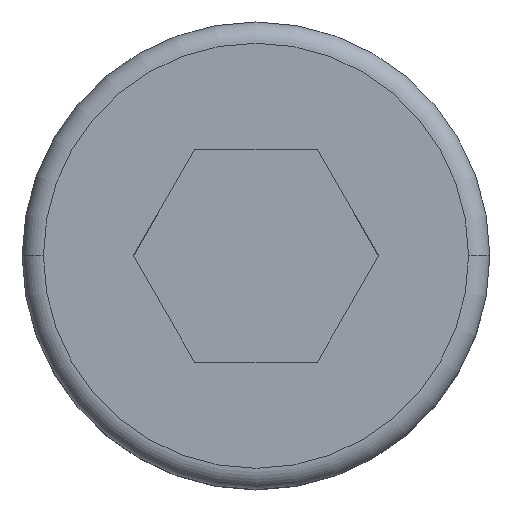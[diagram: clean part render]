
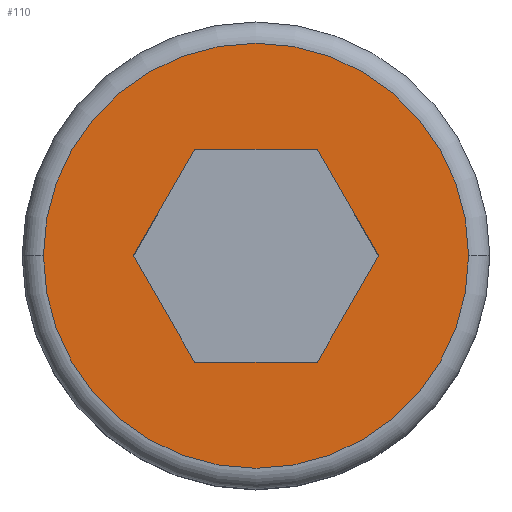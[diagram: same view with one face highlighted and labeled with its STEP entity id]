
A CAD part, top view. The second image highlights one B-rep face of the part: STEP entity #110.
In plain terms, the highlighted planar face has unit normal (0, 0, 1).
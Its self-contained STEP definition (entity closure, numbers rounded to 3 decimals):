
#5 = VERTEX_POINT ( 'NONE', #105 ) ;
#12 = LINE ( 'NONE', #481, #45 ) ;
#16 = FACE_OUTER_BOUND ( 'NONE', #284, .T. ) ;
#29 = CIRCLE ( 'NONE', #102, 2.5 ) ;
#31 = DIRECTION ( 'NONE',  ( 0.5, -0.866, 0. ) ) ;
#38 = DIRECTION ( 'NONE',  ( 1., 0., 0. ) ) ;
#45 = VECTOR ( 'NONE', #63, 1000. ) ;
#57 = ORIENTED_EDGE ( 'NONE', *, *, #267, .T. ) ;
#63 = DIRECTION ( 'NONE',  ( 0.5, 0.866, 0. ) ) ;
#83 = CARTESIAN_POINT ( 'NONE',  ( 1.443, 0., 3. ) ) ;
#90 = ORIENTED_EDGE ( 'NONE', *, *, #525, .F. ) ;
#94 = VERTEX_POINT ( 'NONE', #190 ) ;
#95 = DIRECTION ( 'NONE',  ( -0.5, -0.866, 0. ) ) ;
#99 = EDGE_CURVE ( 'NONE', #330, #5, #12, .T. ) ;
#102 = AXIS2_PLACEMENT_3D ( 'NONE', #327, #150, #191 ) ;
#105 = CARTESIAN_POINT ( 'NONE',  ( 1.443, 0., 3. ) ) ;
#110 = ADVANCED_FACE ( 'NONE', ( #397, #16 ), #200, .T. ) ;
#113 = ORIENTED_EDGE ( 'NONE', *, *, #252, .F. ) ;
#126 = LINE ( 'NONE', #311, #132 ) ;
#128 = EDGE_CURVE ( 'NONE', #5, #538, #457, .T. ) ;
#132 = VECTOR ( 'NONE', #38, 1000. ) ;
#134 = ORIENTED_EDGE ( 'NONE', *, *, #128, .F. ) ;
#140 = CARTESIAN_POINT ( 'NONE',  ( -0.722, 1.25, 3. ) ) ;
#149 = CARTESIAN_POINT ( 'NONE',  ( 0., 0., 3. ) ) ;
#150 = DIRECTION ( 'NONE',  ( 0., 0., 1. ) ) ;
#151 = VECTOR ( 'NONE', #31, 1000. ) ;
#158 = VERTEX_POINT ( 'NONE', #364 ) ;
#160 = DIRECTION ( 'NONE',  ( 0., 0., 1. ) ) ;
#162 = VERTEX_POINT ( 'NONE', #558 ) ;
#175 = DIRECTION ( 'NONE',  ( -1., 0., 0. ) ) ;
#179 = CARTESIAN_POINT ( 'NONE',  ( -1.443, 0., 3. ) ) ;
#185 = ORIENTED_EDGE ( 'NONE', *, *, #99, .F. ) ;
#190 = CARTESIAN_POINT ( 'NONE',  ( -0.722, 1.25, 3. ) ) ;
#191 = DIRECTION ( 'NONE',  ( 1., 0., 0. ) ) ;
#200 = PLANE ( 'NONE',  #517 ) ;
#205 = CARTESIAN_POINT ( 'NONE',  ( 0., 0., 3. ) ) ;
#214 = CARTESIAN_POINT ( 'NONE',  ( 0.722, -1.25, 3. ) ) ;
#233 = CARTESIAN_POINT ( 'NONE',  ( 2.5, 0., 3. ) ) ;
#252 = EDGE_CURVE ( 'NONE', #318, #162, #589, .T. ) ;
#265 = LINE ( 'NONE', #617, #420 ) ;
#267 = EDGE_CURVE ( 'NONE', #515, #158, #504, .T. ) ;
#284 = EDGE_LOOP ( 'NONE', ( #57, #524 ) ) ;
#311 = CARTESIAN_POINT ( 'NONE',  ( -0.722, -1.25, 3. ) ) ;
#318 = VERTEX_POINT ( 'NONE', #179 ) ;
#327 = CARTESIAN_POINT ( 'NONE',  ( 0., 0., 3. ) ) ;
#330 = VERTEX_POINT ( 'NONE', #214 ) ;
#333 = EDGE_CURVE ( 'NONE', #538, #94, #265, .T. ) ;
#349 = CARTESIAN_POINT ( 'NONE',  ( -1.443, 0., 3. ) ) ;
#364 = CARTESIAN_POINT ( 'NONE',  ( -2.5, 0., 3. ) ) ;
#369 = DIRECTION ( 'NONE',  ( -0.5, 0.866, 0. ) ) ;
#387 = AXIS2_PLACEMENT_3D ( 'NONE', #205, #575, #405 ) ;
#397 = FACE_BOUND ( 'NONE', #449, .T. ) ;
#405 = DIRECTION ( 'NONE',  ( 1., 0., 0. ) ) ;
#419 = VECTOR ( 'NONE', #369, 1000. ) ;
#420 = VECTOR ( 'NONE', #175, 1000. ) ;
#433 = ORIENTED_EDGE ( 'NONE', *, *, #333, .F. ) ;
#442 = EDGE_CURVE ( 'NONE', #162, #330, #126, .T. ) ;
#449 = EDGE_LOOP ( 'NONE', ( #134, #185, #597, #113, #90, #433 ) ) ;
#457 = LINE ( 'NONE', #83, #419 ) ;
#481 = CARTESIAN_POINT ( 'NONE',  ( 0.722, -1.25, 3. ) ) ;
#504 = CIRCLE ( 'NONE', #387, 2.5 ) ;
#515 = VERTEX_POINT ( 'NONE', #233 ) ;
#517 = AXIS2_PLACEMENT_3D ( 'NONE', #149, #160, #584 ) ;
#521 = CARTESIAN_POINT ( 'NONE',  ( 0.722, 1.25, 3. ) ) ;
#524 = ORIENTED_EDGE ( 'NONE', *, *, #563, .T. ) ;
#525 = EDGE_CURVE ( 'NONE', #94, #318, #532, .T. ) ;
#532 = LINE ( 'NONE', #140, #570 ) ;
#538 = VERTEX_POINT ( 'NONE', #521 ) ;
#558 = CARTESIAN_POINT ( 'NONE',  ( -0.722, -1.25, 3. ) ) ;
#563 = EDGE_CURVE ( 'NONE', #158, #515, #29, .T. ) ;
#570 = VECTOR ( 'NONE', #95, 1000. ) ;
#575 = DIRECTION ( 'NONE',  ( 0., 0., 1. ) ) ;
#584 = DIRECTION ( 'NONE',  ( 1., 0., 0. ) ) ;
#589 = LINE ( 'NONE', #349, #151 ) ;
#597 = ORIENTED_EDGE ( 'NONE', *, *, #442, .F. ) ;
#617 = CARTESIAN_POINT ( 'NONE',  ( 0.722, 1.25, 3. ) ) ;
